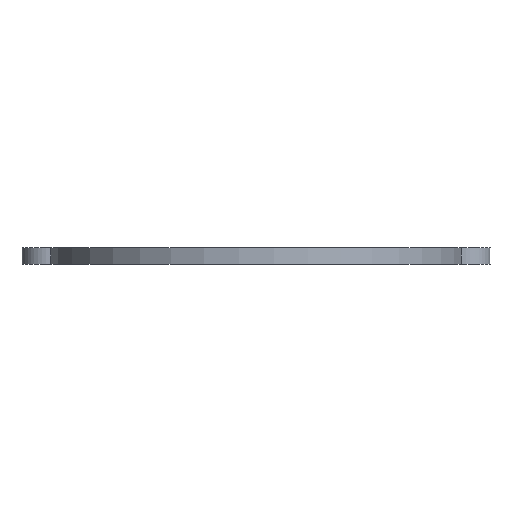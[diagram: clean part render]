
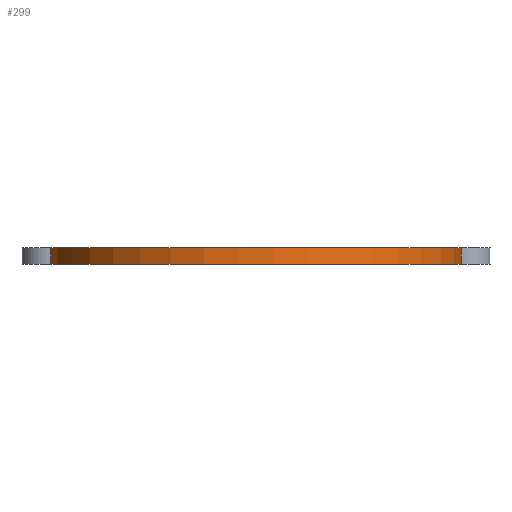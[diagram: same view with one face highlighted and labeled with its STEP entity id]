
A CAD part, front view. The second image highlights one B-rep face of the part: STEP entity #299.
In plain terms, the highlighted cylindrical face has radius 30.5 mm (diameter 61 mm), a partial arc.
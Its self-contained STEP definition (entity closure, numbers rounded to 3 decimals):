
#1 = CYLINDRICAL_SURFACE ( 'NONE', #516, 30.5 ) ;
#2 = EDGE_CURVE ( 'NONE', #144, #565, #924, .T. ) ;
#10 = CARTESIAN_POINT ( 'NONE',  ( 30.238, -3.991, 0. ) ) ;
#42 = CARTESIAN_POINT ( 'NONE',  ( 0., 0., 2.5 ) ) ;
#49 = DIRECTION ( 'NONE',  ( 1., 0., 0. ) ) ;
#76 = CARTESIAN_POINT ( 'NONE',  ( 0., 0., 0. ) ) ;
#92 = FACE_OUTER_BOUND ( 'NONE', #245, .T. ) ;
#100 = ORIENTED_EDGE ( 'NONE', *, *, #700, .T. ) ;
#112 = DIRECTION ( 'NONE',  ( 0., 0., -1. ) ) ;
#115 = DIRECTION ( 'NONE',  ( 0., 0., -1. ) ) ;
#127 = DIRECTION ( 'NONE',  ( 0., 0., -1. ) ) ;
#143 = VERTEX_POINT ( 'NONE', #311 ) ;
#144 = VERTEX_POINT ( 'NONE', #387 ) ;
#159 = VERTEX_POINT ( 'NONE', #325 ) ;
#190 = DIRECTION ( 'NONE',  ( -1., 0., 0. ) ) ;
#212 = CARTESIAN_POINT ( 'NONE',  ( 30.238, -3.991, 2.5 ) ) ;
#235 = EDGE_CURVE ( 'NONE', #159, #144, #619, .T. ) ;
#245 = EDGE_LOOP ( 'NONE', ( #100, #724, #440, #851 ) ) ;
#247 = AXIS2_PLACEMENT_3D ( 'NONE', #76, #590, #661 ) ;
#283 = EDGE_CURVE ( 'NONE', #159, #143, #291, .T. ) ;
#291 = LINE ( 'NONE', #779, #755 ) ;
#299 = ADVANCED_FACE ( 'NONE', ( #92 ), #1, .T. ) ;
#311 = CARTESIAN_POINT ( 'NONE',  ( -30.238, -3.991, 0. ) ) ;
#325 = CARTESIAN_POINT ( 'NONE',  ( -30.238, -3.991, 2.5 ) ) ;
#387 = CARTESIAN_POINT ( 'NONE',  ( 30.238, -3.991, 2.5 ) ) ;
#440 = ORIENTED_EDGE ( 'NONE', *, *, #235, .F. ) ;
#493 = DIRECTION ( 'NONE',  ( 0., 0., 1. ) ) ;
#516 = AXIS2_PLACEMENT_3D ( 'NONE', #42, #115, #190 ) ;
#565 = VERTEX_POINT ( 'NONE', #10 ) ;
#590 = DIRECTION ( 'NONE',  ( 0., 0., 1. ) ) ;
#619 = CIRCLE ( 'NONE', #931, 30.5 ) ;
#621 = VECTOR ( 'NONE', #127, 1000. ) ;
#660 = CIRCLE ( 'NONE', #247, 30.5 ) ;
#661 = DIRECTION ( 'NONE',  ( 1., 0., 0. ) ) ;
#700 = EDGE_CURVE ( 'NONE', #143, #565, #660, .T. ) ;
#724 = ORIENTED_EDGE ( 'NONE', *, *, #2, .F. ) ;
#755 = VECTOR ( 'NONE', #112, 1000. ) ;
#779 = CARTESIAN_POINT ( 'NONE',  ( -30.238, -3.991, 2.5 ) ) ;
#851 = ORIENTED_EDGE ( 'NONE', *, *, #283, .T. ) ;
#924 = LINE ( 'NONE', #212, #621 ) ;
#930 = CARTESIAN_POINT ( 'NONE',  ( 0., 0., 2.5 ) ) ;
#931 = AXIS2_PLACEMENT_3D ( 'NONE', #930, #493, #49 ) ;
